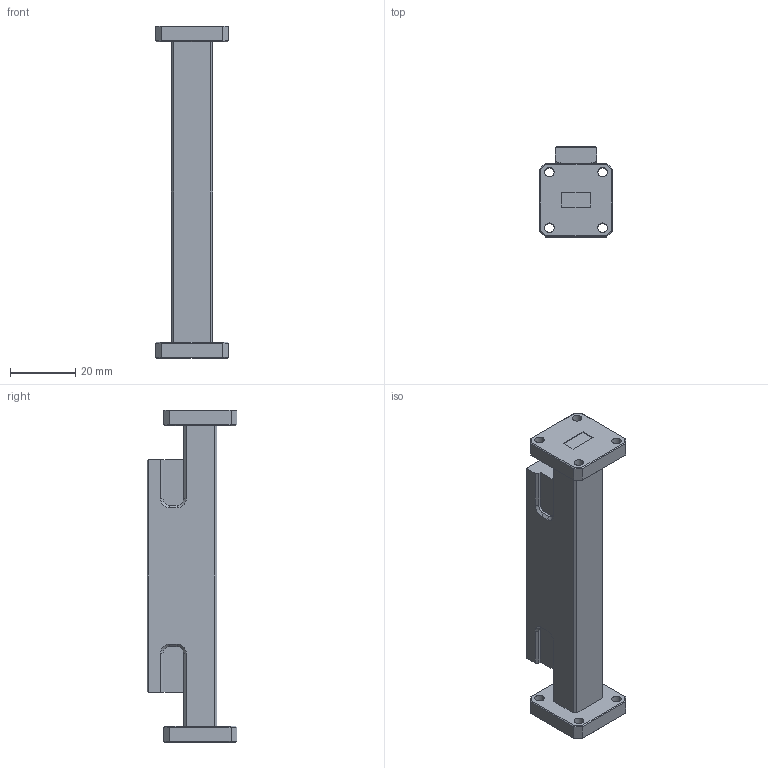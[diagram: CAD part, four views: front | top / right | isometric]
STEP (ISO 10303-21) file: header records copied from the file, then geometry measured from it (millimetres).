
FILE_DESCRIPTION (( 'STEP AP203' ), '1' );
FILE_NAME ('STA-03-34-F1.STEP', '2021-06-09T23:11:40', ( '' ), ( '' ), 'SwSTEP 2.0', 'SolidWorks 2021', '' );
FILE_SCHEMA (( 'CONFIG_CONTROL_DESIGN' ));
Length unit declared in the file: inch
Products named in the file (1): STA-03-34-F1
Bounding box: 22.35 x 27.43 x 101.6 mm (x, y, z)
Volume: 25758.8 mm3; surface area: 9345.9 mm2
Topology: 1 solids, 5 shells, 286 faces, 734 edges, 468 vertices
Faces by surface type: plane 186, cylinder 68, cone 32
Entity records: 8833 total; most frequent: CARTESIAN_POINT 1841, ORIENTED_EDGE 1468, DIRECTION 1392, EDGE_CURVE 734, VERTEX_POINT 468, AXIS2_PLACEMENT_3D 467, VECTOR 458, LINE 458
